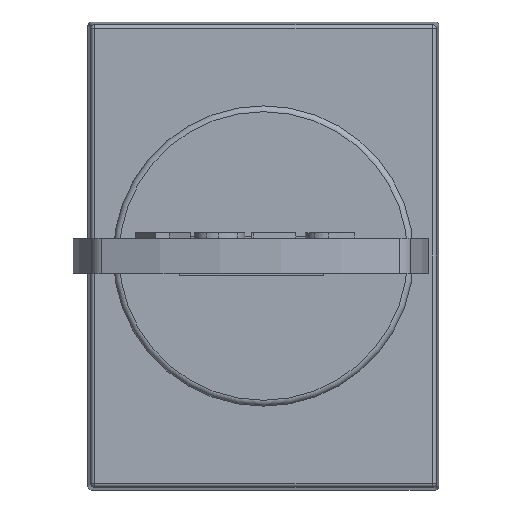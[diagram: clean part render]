
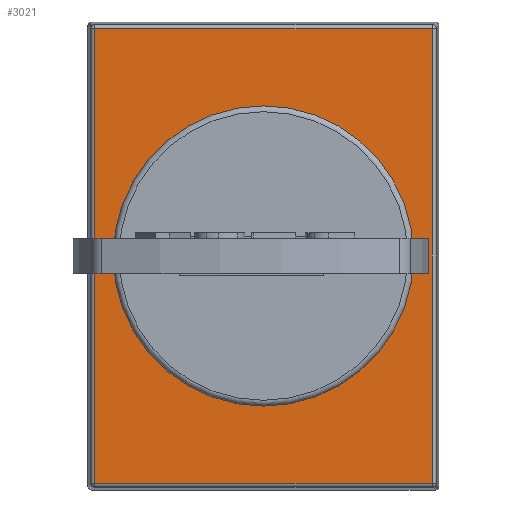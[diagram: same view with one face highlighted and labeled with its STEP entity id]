
A CAD part, front view. The second image highlights one B-rep face of the part: STEP entity #3021.
In plain terms, the highlighted planar face has unit normal (0, -1, 0).
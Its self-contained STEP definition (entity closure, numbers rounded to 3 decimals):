
#3021 = ADVANCED_FACE( '', ( #6336, #6337 ), #6338, .F. );
#6336 = FACE_BOUND( '', #15209, .T. );
#6337 = FACE_OUTER_BOUND( '', #15210, .T. );
#6338 = PLANE( '', #15211 );
#15209 = EDGE_LOOP( '', ( #26501 ) );
#15210 = EDGE_LOOP( '', ( #26502, #26503, #26504, #26505 ) );
#15211 = AXIS2_PLACEMENT_3D( '', #26506, #26507, #26508 );
#26501 = ORIENTED_EDGE( '', *, *, #31966, .T. );
#26502 = ORIENTED_EDGE( '', *, *, #33099, .T. );
#26503 = ORIENTED_EDGE( '', *, *, #33129, .T. );
#26504 = ORIENTED_EDGE( '', *, *, #32661, .T. );
#26505 = ORIENTED_EDGE( '', *, *, #32428, .T. );
#26506 = CARTESIAN_POINT( '', ( 0., -19.4, 0. ) );
#26507 = DIRECTION( '', ( 0., 1., 0. ) );
#26508 = DIRECTION( '', ( 1., 0., 0. ) );
#31966 = EDGE_CURVE( '', #38417, #38417, #38418, .T. );
#32428 = EDGE_CURVE( '', #39030, #35134, #39031, .T. );
#32661 = EDGE_CURVE( '', #39314, #39030, #39315, .T. );
#33099 = EDGE_CURVE( '', #35134, #38701, #39823, .T. );
#33129 = EDGE_CURVE( '', #38701, #39314, #39857, .T. );
#35134 = VERTEX_POINT( '', #42971 );
#38417 = VERTEX_POINT( '', #49115 );
#38418 = CIRCLE( '', #49116, 7.7 );
#38701 = VERTEX_POINT( '', #49770 );
#39030 = VERTEX_POINT( '', #50831 );
#39031 = LINE( '', #50832, #50833 );
#39314 = VERTEX_POINT( '', #51325 );
#39315 = LINE( '', #51326, #51327 );
#39823 = LINE( '', #52544, #52545 );
#39857 = LINE( '', #52626, #52627 );
#42971 = CARTESIAN_POINT( '', ( -8.664, -19.4, -11.664 ) );
#49115 = CARTESIAN_POINT( '', ( 0., -19.4, 7.7 ) );
#49116 = AXIS2_PLACEMENT_3D( '', #56309, #56310, #56311 );
#49770 = CARTESIAN_POINT( '', ( 8.664, -19.4, -11.664 ) );
#50831 = CARTESIAN_POINT( '', ( -8.664, -19.4, 11.664 ) );
#50832 = CARTESIAN_POINT( '', ( -8.664, -19.4, -11.86 ) );
#50833 = VECTOR( '', #56623, 1000. );
#51325 = CARTESIAN_POINT( '', ( 8.664, -19.4, 11.664 ) );
#51326 = CARTESIAN_POINT( '', ( -8.86, -19.4, 11.664 ) );
#51327 = VECTOR( '', #56809, 1000. );
#52544 = CARTESIAN_POINT( '', ( 8.86, -19.4, -11.664 ) );
#52545 = VECTOR( '', #57066, 1000. );
#52626 = CARTESIAN_POINT( '', ( 8.664, -19.4, 11.86 ) );
#52627 = VECTOR( '', #57079, 1000. );
#56309 = CARTESIAN_POINT( '', ( 0., -19.4, 0. ) );
#56310 = DIRECTION( '', ( 0., 1., 0. ) );
#56311 = DIRECTION( '', ( 0., 0., 1. ) );
#56623 = DIRECTION( '', ( 0., 0., -1. ) );
#56809 = DIRECTION( '', ( -1., 0., 0. ) );
#57066 = DIRECTION( '', ( 1., 0., 0. ) );
#57079 = DIRECTION( '', ( 0., 0., 1. ) );
